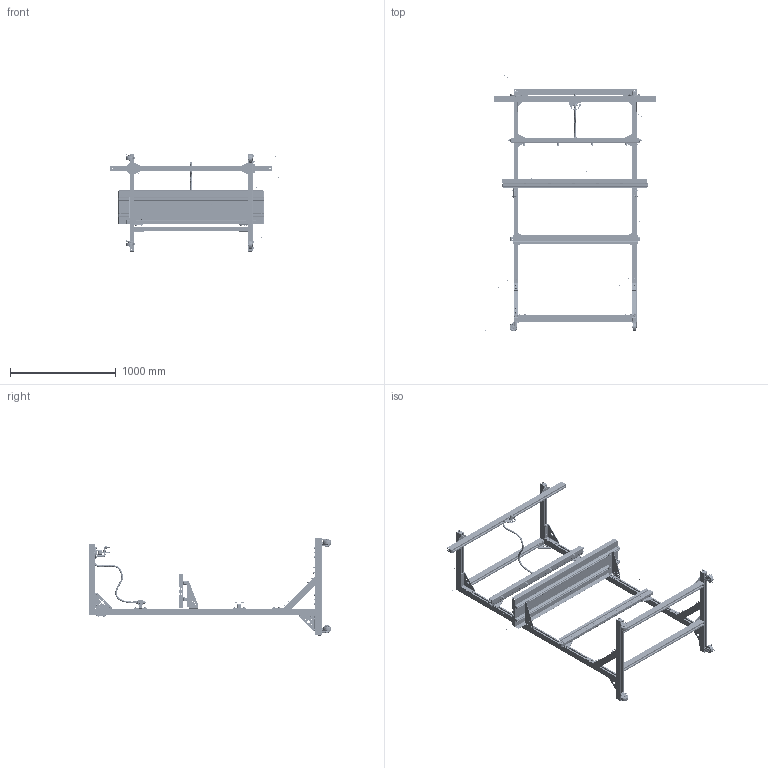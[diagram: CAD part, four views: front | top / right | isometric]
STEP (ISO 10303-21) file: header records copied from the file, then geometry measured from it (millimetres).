
FILE_DESCRIPTION(/* description */ (''),/* implementation_level */ '2;1');
FILE_NAME(/* name */ '620321-WA.stp',/* time_stamp */ '2018-03-01T12:20:02-06:00',/* author */ ('kpea'),/* organization */ ('Gleason Reel'),/* preprocessor_version */ 'ST-DEVELOPER v16.1',/* originating_system */ 'Autodesk Inventor 2016',/* authorisation */ '');
FILE_SCHEMA (('AUTOMOTIVE_DESIGN { 1 0 10303 214 3 1 1 }'));
Products named in the file (67): 62018605_Welds; 62512115; 62536454; 62018605; 620073; 620177; 62018701; 62018702; 017431; 101075; 101091; 625298; 625006; 625009; 017432; 62512915; 620059; 620065; 62006201; 62006801; 62006202; 62006802; 620072; 620075; 62067804_Welds; 62067904; 62554501; 10729301; 62594104; 62067804; 035383; 620060; 620176; 62067704; 625090; 625089; 625044; 625038; 625033; 101210 ...
Assembly tree (291 placements, depth 4):
  620321-WA
    62512915
      62018605
        62018605_Welds
        62512115
        62536454  x2
      620073  x2
      620177  x2
      62018701
      62018702
      625006  x4
        017431
        101075
        101091
        625298
      625009  x4
      017432  x4
      101075  x8
      101091  x8
      017431  x8
    620065  x2
      620059
      625298
      101075
      017431
      101091
    62006801
      620177  x2
      62006201
      101075  x4
      017431  x4
      101091  x4
    62006802
      620177  x2
      62006202
      101075  x4
      017431  x4
      101091  x4
    620075  x4
      620177
      620072
      101075
      017431
      101091
    62067704
      62067804
        62067804_Welds
        62067904
        62554501  x2
        10729301  x7
        62594104
      035383  x6
      620060  x2
      620176  x4
      625009  x2
      101075  x8
      101091  x8
      017431  x8
      625298  x4
    625044
Bounding box: 2222.52 x 2798.21 x 1566.37 mm (x, y, z)
Volume: 14883382.4 mm3; surface area: 9645809.7 mm2
Topology: 579 solids, 579 shells, 8213 faces, 18598 edges, 11832 vertices
Faces by surface type: plane 4544, cylinder 2154, cone 826, bspline 517, torus 172
Full cylindrical faces by diameter (mm): 6.096 x152, 6.35 x28, 6.401 x48, 6.477 x2, 7.137 x2, 7.874 x30, 8.738 x164, 9.525 x40, 9.652 x1, 10.16 x2, 10.312 x44, 11.176 x2, 11.99 x8, 12.009 x2, 12.134 x1, 12.167 x2, 12.294 x6, 12.7 x80, 14.275 x29, 15.875 x4, 16.002 x2, 16.662 x2, 17.462 x4, 17.475 x76, 17.932 x2, 19.05 x7, 19.456 x7, 20.625 x16, 20.955 x12, 22.352 x14
Entity records: 72845 total; most frequent: CARTESIAN_POINT 29691, DIRECTION 9059, ORIENTED_EDGE 7796, EDGE_CURVE 3896, AXIS2_PLACEMENT_3D 3318, VERTEX_POINT 2610, LINE 2423, VECTOR 2423
